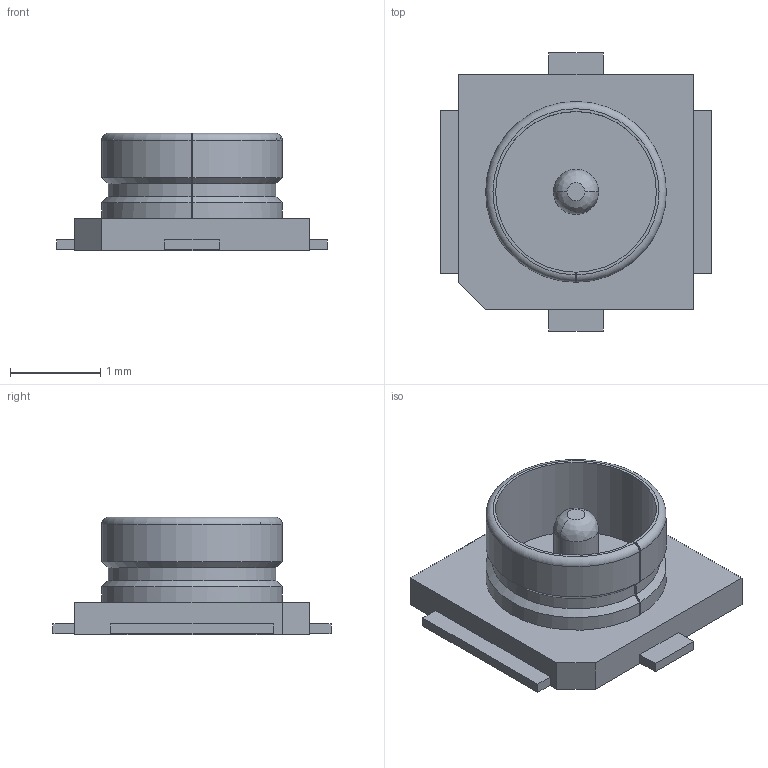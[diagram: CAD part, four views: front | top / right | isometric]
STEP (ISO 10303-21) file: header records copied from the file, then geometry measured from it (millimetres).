
FILE_DESCRIPTION((''),'2;1');
FILE_NAME('734120110','2016-08-09T',('rlalsangi'),(''),'PRO/ENGINEER BY PARAMETRIC TECHNOLOGY CORPORATION, 2012310','PRO/ENGINEER BY PARAMETRIC TECHNOLOGY CORPORATION, 2012310','');
FILE_SCHEMA(('CONFIG_CONTROL_DESIGN'));
Length unit declared in the file: millimetre
Products named in the file (1): 734120110
Bounding box: 3 x 3.08 x 1.3 mm (x, y, z)
Volume: 3.2 mm3; surface area: 32.1 mm2
Topology: 1 solids, 1 shells, 73 faces, 215 edges, 147 vertices
Faces by surface type: plane 55, cylinder 11, torus 3, cone 2, bspline 2
Entity records: 2495 total; most frequent: CARTESIAN_POINT 497, ORIENTED_EDGE 398, DIRECTION 391, EDGE_CURVE 199, VECTOR 171, LINE 171, VERTEX_POINT 131, AXIS2_PLACEMENT_3D 110
